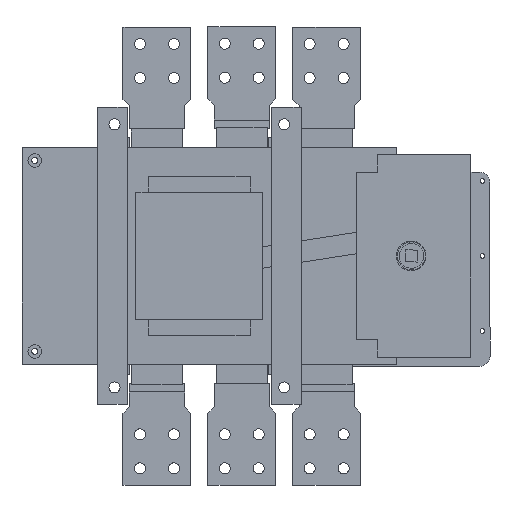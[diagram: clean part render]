
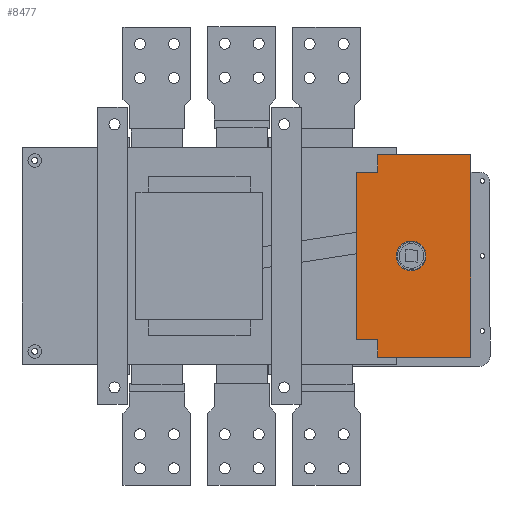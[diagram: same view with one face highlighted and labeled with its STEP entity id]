
A CAD part, front view. The second image highlights one B-rep face of the part: STEP entity #8477.
In plain terms, the highlighted planar face has unit normal (0, -1, 0).
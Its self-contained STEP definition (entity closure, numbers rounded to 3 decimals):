
#8395=CARTESIAN_POINT('',(434.973,-157.5,247.));
#8396=DIRECTION('',(0.0,1.0,0.0));
#8397=DIRECTION('',(0.0,0.0,1.0));
#8398=AXIS2_PLACEMENT_3D('',#8395,#8396,#8397);
#8399=PLANE('',#8398);
#8400=CARTESIAN_POINT('',(394.,-157.5,226.));
#8401=VERTEX_POINT('',#8400);
#8402=CARTESIAN_POINT('',(419.,-157.5,226.));
#8403=VERTEX_POINT('',#8402);
#8404=CARTESIAN_POINT('',(394.,-157.5,226.));
#8405=DIRECTION('',(1.0,0.0,0.0));
#8406=VECTOR('',#8405,25.);
#8407=LINE('',#8404,#8406);
#8408=EDGE_CURVE('',#8401,#8403,#8407,.T.);
#8409=ORIENTED_EDGE('',*,*,#8408,.F.);
#8410=CARTESIAN_POINT('',(394.,-157.5,29.));
#8411=VERTEX_POINT('',#8410);
#8412=CARTESIAN_POINT('',(394.,-157.5,29.));
#8413=DIRECTION('',(0.0,0.0,1.0));
#8414=VECTOR('',#8413,197.0);
#8415=LINE('',#8412,#8414);
#8416=EDGE_CURVE('',#8411,#8401,#8415,.T.);
#8417=ORIENTED_EDGE('',*,*,#8416,.F.);
#8418=CARTESIAN_POINT('',(419.,-157.5,29.));
#8419=VERTEX_POINT('',#8418);
#8420=CARTESIAN_POINT('',(419.,-157.5,29.));
#8421=DIRECTION('',(-1.0,0.0,0.0));
#8422=VECTOR('',#8421,25.);
#8423=LINE('',#8420,#8422);
#8424=EDGE_CURVE('',#8419,#8411,#8423,.T.);
#8425=ORIENTED_EDGE('',*,*,#8424,.F.);
#8426=CARTESIAN_POINT('',(419.,-157.5,8.));
#8427=VERTEX_POINT('',#8426);
#8428=CARTESIAN_POINT('',(419.,-157.5,8.));
#8429=DIRECTION('',(0.0,0.0,1.0));
#8430=VECTOR('',#8429,21.);
#8431=LINE('',#8428,#8430);
#8432=EDGE_CURVE('',#8427,#8419,#8431,.T.);
#8433=ORIENTED_EDGE('',*,*,#8432,.F.);
#8434=CARTESIAN_POINT('',(529.,-157.5,8.));
#8435=VERTEX_POINT('',#8434);
#8436=CARTESIAN_POINT('',(529.,-157.5,8.));
#8437=DIRECTION('',(-1.0,0.0,0.0));
#8438=VECTOR('',#8437,110.);
#8439=LINE('',#8436,#8438);
#8440=EDGE_CURVE('',#8435,#8427,#8439,.T.);
#8441=ORIENTED_EDGE('',*,*,#8440,.F.);
#8442=CARTESIAN_POINT('',(529.,-157.5,247.));
#8443=VERTEX_POINT('',#8442);
#8444=CARTESIAN_POINT('',(529.,-157.5,247.));
#8445=DIRECTION('',(0.0,0.0,-1.0));
#8446=VECTOR('',#8445,239.);
#8447=LINE('',#8444,#8446);
#8448=EDGE_CURVE('',#8443,#8435,#8447,.T.);
#8449=ORIENTED_EDGE('',*,*,#8448,.F.);
#8450=CARTESIAN_POINT('',(419.,-157.5,247.));
#8451=VERTEX_POINT('',#8450);
#8452=CARTESIAN_POINT('',(419.,-157.5,247.));
#8453=DIRECTION('',(1.0,0.0,0.0));
#8454=VECTOR('',#8453,110.);
#8455=LINE('',#8452,#8454);
#8456=EDGE_CURVE('',#8451,#8443,#8455,.T.);
#8457=ORIENTED_EDGE('',*,*,#8456,.F.);
#8458=CARTESIAN_POINT('',(419.,-157.5,226.));
#8459=DIRECTION('',(0.0,0.0,1.0));
#8460=VECTOR('',#8459,21.);
#8461=LINE('',#8458,#8460);
#8462=EDGE_CURVE('',#8403,#8451,#8461,.T.);
#8463=ORIENTED_EDGE('',*,*,#8462,.F.);
#8464=EDGE_LOOP('',(#8409,#8417,#8425,#8433,#8441,#8449,#8457,#8463));
#8465=FACE_OUTER_BOUND('',#8464,.T.);
#8466=CARTESIAN_POINT('',(476.037,-157.5,127.5));
#8467=VERTEX_POINT('',#8466);
#8468=CARTESIAN_POINT('',(458.537,-157.5,127.5));
#8469=DIRECTION('',(0.0,1.0,0.0));
#8470=DIRECTION('',(-1.0,0.0,0.0));
#8471=AXIS2_PLACEMENT_3D('',#8468,#8469,#8470);
#8472=CIRCLE('',#8471,17.5);
#8473=EDGE_CURVE('',#8467,#8467,#8472,.T.);
#8474=ORIENTED_EDGE('',*,*,#8473,.T.);
#8475=EDGE_LOOP('',(#8474));
#8476=FACE_BOUND('',#8475,.T.);
#8477=ADVANCED_FACE('',(#8465,#8476),#8399,.F.);
